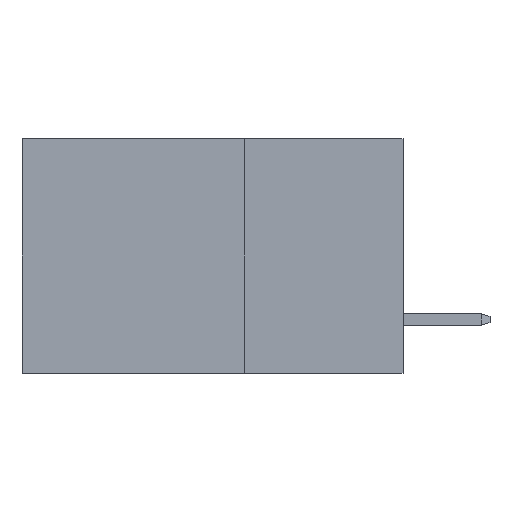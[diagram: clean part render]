
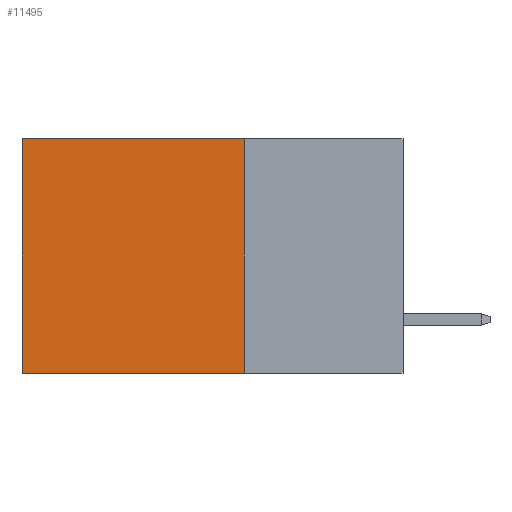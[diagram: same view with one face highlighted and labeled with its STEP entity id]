
A CAD part, left-side view. The second image highlights one B-rep face of the part: STEP entity #11495.
In plain terms, the highlighted planar face has unit normal (-1, 0, 0).
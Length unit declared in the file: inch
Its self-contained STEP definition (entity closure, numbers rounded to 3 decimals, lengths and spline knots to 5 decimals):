
#18 = CARTESIAN_POINT ( 'NONE',  ( 0.2875, 0.25, 0. ) ) ;
#629 = VERTEX_POINT ( 'NONE', #8102 ) ;
#1061 = EDGE_CURVE ( 'NONE', #3094, #6257, #7617, .T. ) ;
#1274 = DIRECTION ( 'NONE',  ( 0., 0., -1. ) ) ;
#1752 = CARTESIAN_POINT ( 'NONE',  ( 0.2875, 0.6, 0. ) ) ;
#2103 = ORIENTED_EDGE ( 'NONE', *, *, #9965, .F. ) ;
#2785 = CARTESIAN_POINT ( 'NONE',  ( 0.2875, 0.25, -0.37 ) ) ;
#3014 = VERTEX_POINT ( 'NONE', #2785 ) ;
#3050 = DIRECTION ( 'NONE',  ( 0., 0., -1. ) ) ;
#3089 = DIRECTION ( 'NONE',  ( 0., 1., 0. ) ) ;
#3094 = VERTEX_POINT ( 'NONE', #1752 ) ;
#3315 = AXIS2_PLACEMENT_3D ( 'NONE', #18, #10899, #11022 ) ;
#3414 = CARTESIAN_POINT ( 'NONE',  ( 0.2875, 0.25, 0. ) ) ;
#3568 = PLANE ( 'NONE',  #3315 ) ;
#3844 = VECTOR ( 'NONE', #5926, 39.37008 ) ;
#3970 = ORIENTED_EDGE ( 'NONE', *, *, #1061, .T. ) ;
#4472 = FACE_OUTER_BOUND ( 'NONE', #6895, .T. ) ;
#4568 = EDGE_CURVE ( 'NONE', #3014, #6257, #9417, .T. ) ;
#5115 = CARTESIAN_POINT ( 'NONE',  ( 0.2875, 0.25, 0. ) ) ;
#5491 = CARTESIAN_POINT ( 'NONE',  ( 0.2875, 0.6, -0.37 ) ) ;
#5926 = DIRECTION ( 'NONE',  ( 0., 1., 0. ) ) ;
#6147 = ORIENTED_EDGE ( 'NONE', *, *, #4568, .F. ) ;
#6257 = VERTEX_POINT ( 'NONE', #5491 ) ;
#6558 = VECTOR ( 'NONE', #3089, 39.37008 ) ;
#6895 = EDGE_LOOP ( 'NONE', ( #3970, #6147, #2103, #6972 ) ) ;
#6939 = LINE ( 'NONE', #3414, #3844 ) ;
#6972 = ORIENTED_EDGE ( 'NONE', *, *, #7440, .T. ) ;
#7440 = EDGE_CURVE ( 'NONE', #629, #3094, #6939, .T. ) ;
#7617 = LINE ( 'NONE', #11290, #7979 ) ;
#7979 = VECTOR ( 'NONE', #3050, 39.37008 ) ;
#8102 = CARTESIAN_POINT ( 'NONE',  ( 0.2875, 0.25, 0. ) ) ;
#8501 = CARTESIAN_POINT ( 'NONE',  ( 0.2875, 0.25, -0.37 ) ) ;
#9417 = LINE ( 'NONE', #8501, #6558 ) ;
#9674 = VECTOR ( 'NONE', #1274, 39.37008 ) ;
#9965 = EDGE_CURVE ( 'NONE', #629, #3014, #11540, .T. ) ;
#10899 = DIRECTION ( 'NONE',  ( 1., 0., 0. ) ) ;
#11022 = DIRECTION ( 'NONE',  ( 0., 0., -1. ) ) ;
#11290 = CARTESIAN_POINT ( 'NONE',  ( 0.2875, 0.6, 0. ) ) ;
#11495 = ADVANCED_FACE ( 'NONE', ( #4472 ), #3568, .F. ) ;
#11540 = LINE ( 'NONE', #5115, #9674 ) ;
